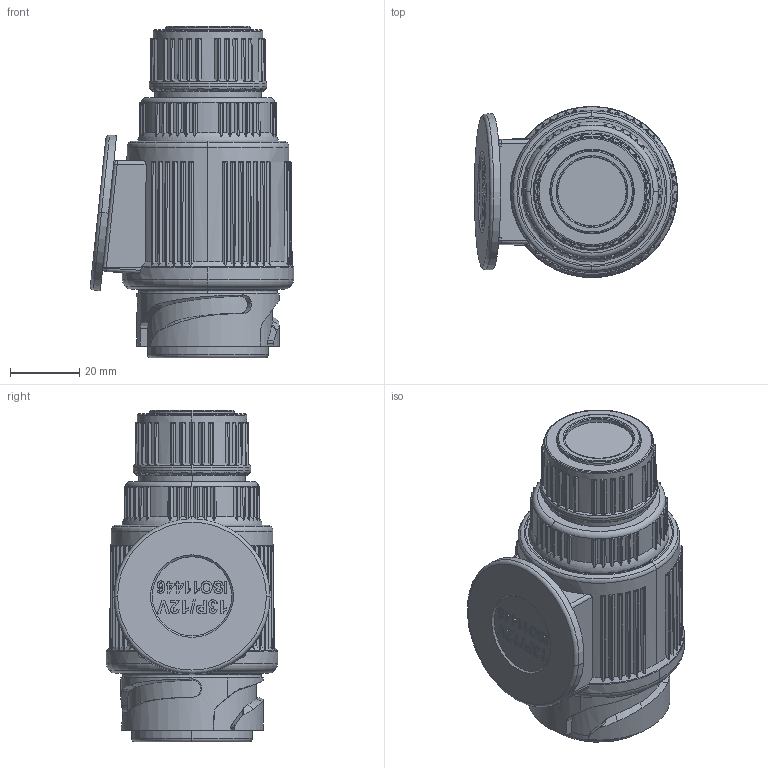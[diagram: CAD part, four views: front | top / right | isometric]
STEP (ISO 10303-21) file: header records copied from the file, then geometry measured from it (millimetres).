
FILE_DESCRIPTION((''),'2;1');
FILE_NAME('221268_SW0002','2020-12-11T09:30:27',('teru'),(''),'CREO PARAMETRIC BY PTC INC, 2017380','CREO PARAMETRIC BY PTC INC, 2017380','');
FILE_SCHEMA(('CONFIG_CONTROL_DESIGN'));
Products named in the file (1): 221268_SW0002
Bounding box: 58.85 x 49.6 x 96.03 mm (x, y, z)
Volume: 126798.8 mm3; surface area: 28537.8 mm2
Topology: 1 solids, 2 shells, 1463 faces, 3924 edges, 2474 vertices
Faces by surface type: plane 563, cylinder 405, bspline 182, extrusion 136, cone 76, torus 69, sphere 32
Entity records: 55182 total; most frequent: CARTESIAN_POINT 21794, ORIENTED_EDGE 7784, DIRECTION 5670, EDGE_CURVE 3892, VERTEX_POINT 2474, AXIS2_PLACEMENT_3D 1990, VECTOR 1690, B_SPLINE_CURVE_WITH_KNOTS 1629
